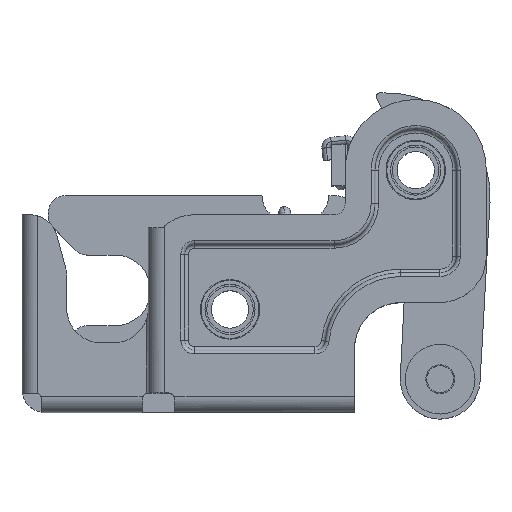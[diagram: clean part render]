
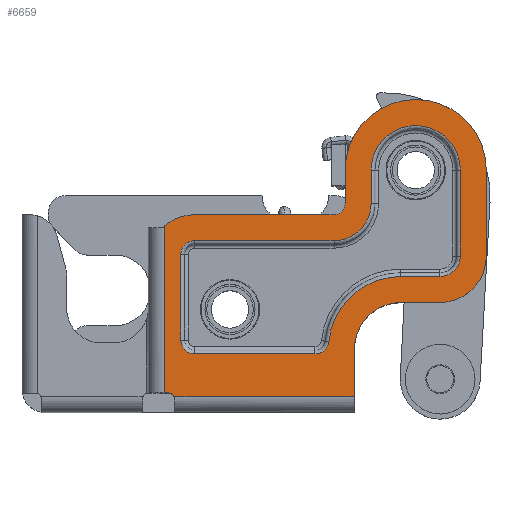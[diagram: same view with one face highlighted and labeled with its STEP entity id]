
A CAD part, top view. The second image highlights one B-rep face of the part: STEP entity #6659.
In plain terms, the highlighted planar face has unit normal (0, 0, 1).
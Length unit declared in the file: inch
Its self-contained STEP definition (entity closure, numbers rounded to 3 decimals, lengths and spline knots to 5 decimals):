
#4449=DIRECTION('',(1.,0.,0.));
#4450=VECTOR('',#4449,0.97172);
#4451=CARTESIAN_POINT('',(-1.30172,0.085,0.));
#4452=LINE('',#4451,#4450);
#4453=CARTESIAN_POINT('',(-1.33,0.075,0.));
#4454=DIRECTION('',(0.,0.,1.));
#4455=DIRECTION('',(0.943,0.333,0.));
#4456=AXIS2_PLACEMENT_3D('',#4453,#4454,#4455);
#4458=DIRECTION('',(1.,0.,0.));
#4459=VECTOR('',#4458,0.025);
#4460=CARTESIAN_POINT('',(-1.355,0.105,0.));
#4461=LINE('',#4460,#4459);
#4462=DIRECTION('',(0.,1.,0.));
#4463=VECTOR('',#4462,0.002);
#4464=CARTESIAN_POINT('',(-1.355,0.99854,
0.));
#4465=LINE('',#4464,#4463);
#4466=CARTESIAN_POINT('',(-1.35,1.00054,0.));
#4467=DIRECTION('',(0.,0.,1.));
#4468=DIRECTION('',(-0.653,0.757,0.));
#4469=AXIS2_PLACEMENT_3D('',#4466,#4467,#4468);
#4471=CARTESIAN_POINT('',(-1.19,0.815,0.));
#4472=DIRECTION('',(0.,0.,1.));
#4473=DIRECTION('',(0.,1.,0.));
#4474=AXIS2_PLACEMENT_3D('',#4471,#4472,#4473);
#4476=DIRECTION('',(1.,0.,0.));
#4477=VECTOR('',#4476,0.75);
#4478=CARTESIAN_POINT('',(-1.19,1.065,0.));
#4479=LINE('',#4478,#4477);
#4480=CARTESIAN_POINT('',(-0.44,1.125,0.));
#4481=DIRECTION('',(0.,0.,1.));
#4482=DIRECTION('',(0.,-1.,0.));
#4483=AXIS2_PLACEMENT_3D('',#4480,#4481,#4482);
#4485=DIRECTION('',(0.,1.,0.));
#4486=VECTOR('',#4485,0.18);
#4487=CARTESIAN_POINT('',(-0.38,1.125,0.));
#4488=LINE('',#4487,#4486);
#4489=CARTESIAN_POINT('',(0.,1.305,0.));
#4490=DIRECTION('',(0.,0.,1.));
#4491=DIRECTION('',(1.,0.,0.));
#4492=AXIS2_PLACEMENT_3D('',#4489,#4490,#4491);
#4494=DIRECTION('',(0.,1.,0.));
#4495=VECTOR('',#4494,0.463);
#4496=CARTESIAN_POINT('',(0.38,0.842,0.));
#4497=LINE('',#4496,#4495);
#4498=CARTESIAN_POINT('',(0.13,0.842,0.));
#4499=DIRECTION('',(0.,0.,1.));
#4500=DIRECTION('',(0.,-1.,0.));
#4501=AXIS2_PLACEMENT_3D('',#4498,#4499,#4500);
#4503=DIRECTION('',(-1.,0.,0.));
#4504=VECTOR('',#4503,0.21);
#4505=CARTESIAN_POINT('',(0.13,0.592,0.));
#4506=LINE('',#4505,#4504);
#4507=CARTESIAN_POINT('',(-0.08,0.342,0.));
#4508=DIRECTION('',(0.,0.,1.));
#4509=DIRECTION('',(0.,1.,0.));
#4510=AXIS2_PLACEMENT_3D('',#4507,#4508,#4509);
#4512=DIRECTION('',(0.,1.,0.));
#4513=VECTOR('',#4512,0.257);
#4514=CARTESIAN_POINT('',(-0.33,0.085,0.));
#4515=LINE('',#4514,#4513);
#4516=CARTESIAN_POINT('',(-0.44,1.125,0.));
#4517=DIRECTION('',(0.,0.,1.));
#4518=DIRECTION('',(0.,-1.,0.));
#4519=AXIS2_PLACEMENT_3D('',#4516,#4517,#4518);
#4521=DIRECTION('',(1.,0.,0.));
#4522=VECTOR('',#4521,0.75);
#4523=CARTESIAN_POINT('',(-1.19,0.925,0.));
#4524=LINE('',#4523,#4522);
#4525=CARTESIAN_POINT('',(-1.19,0.85,0.));
#4526=DIRECTION('',(0.,0.,-1.));
#4527=DIRECTION('',(-1.,0.,0.));
#4528=AXIS2_PLACEMENT_3D('',#4525,#4526,#4527);
#4530=DIRECTION('',(0.,1.,0.));
#4531=VECTOR('',#4530,0.46);
#4532=CARTESIAN_POINT('',(-1.265,0.39,0.));
#4533=LINE('',#4532,#4531);
#4534=CARTESIAN_POINT('',(-1.19,0.39,0.));
#4535=DIRECTION('',(0.,0.,-1.));
#4536=DIRECTION('',(0.,-1.,0.));
#4537=AXIS2_PLACEMENT_3D('',#4534,#4535,#4536);
#4539=DIRECTION('',(-1.,0.,0.));
#4540=VECTOR('',#4539,0.64748);
#4541=CARTESIAN_POINT('',(-0.54252,0.315,0.));
#4542=LINE('',#4541,#4540);
#4543=CARTESIAN_POINT('',(-0.54252,0.39,0.));
#4544=DIRECTION('',(0.,0.,-1.));
#4545=DIRECTION('',(0.995,-0.103,0.));
#4546=AXIS2_PLACEMENT_3D('',#4543,#4544,#4545);
#4548=CARTESIAN_POINT('',(-0.08,0.342,0.));
#4549=DIRECTION('',(0.,0.,1.));
#4550=DIRECTION('',(0.,1.,0.));
#4551=AXIS2_PLACEMENT_3D('',#4548,#4549,#4550);
#4553=DIRECTION('',(-1.,0.,0.));
#4554=VECTOR('',#4553,0.21);
#4555=CARTESIAN_POINT('',(0.13,0.732,0.));
#4556=LINE('',#4555,#4554);
#4557=CARTESIAN_POINT('',(0.13,0.842,0.));
#4558=DIRECTION('',(0.,0.,-1.));
#4559=DIRECTION('',(1.,0.,0.));
#4560=AXIS2_PLACEMENT_3D('',#4557,#4558,#4559);
#4562=DIRECTION('',(0.,-1.,0.));
#4563=VECTOR('',#4562,0.463);
#4564=CARTESIAN_POINT('',(0.24,1.305,0.));
#4565=LINE('',#4564,#4563);
#4566=CARTESIAN_POINT('',(0.,1.305,0.));
#4567=DIRECTION('',(0.,0.,-1.));
#4568=DIRECTION('',(-1.,0.,0.));
#4569=AXIS2_PLACEMENT_3D('',#4566,#4567,#4568);
#4571=DIRECTION('',(0.,1.,0.));
#4572=VECTOR('',#4571,0.18);
#4573=CARTESIAN_POINT('',(-0.24,1.125,0.));
#4574=LINE('',#4573,#4572);
#5096=DIRECTION('',(0.,1.,0.));
#5097=VECTOR('',#5096,0.89354);
#5098=CARTESIAN_POINT('',(-1.355,0.105,0.));
#5099=LINE('',#5098,#5097);
#6094=CARTESIAN_POINT('',(0.38,1.305,0.));
#6095=CARTESIAN_POINT('',(-0.38,1.305,0.));
#6096=VERTEX_POINT('',#6094);
#6097=VERTEX_POINT('',#6095);
#6098=CARTESIAN_POINT('',(-1.19,1.065,0.));
#6099=CARTESIAN_POINT('',(-0.44,1.065,0.));
#6100=VERTEX_POINT('',#6098);
#6101=VERTEX_POINT('',#6099);
#6102=CARTESIAN_POINT('',(-0.38,1.125,0.));
#6103=VERTEX_POINT('',#6102);
#6145=CARTESIAN_POINT('',(0.38,0.842,0.));
#6146=VERTEX_POINT('',#6145);
#6149=CARTESIAN_POINT('',(0.13,0.592,0.));
#6150=VERTEX_POINT('',#6149);
#6151=CARTESIAN_POINT('',(-0.08,0.592,0.));
#6152=VERTEX_POINT('',#6151);
#6153=CARTESIAN_POINT('',(-0.33,0.342,0.));
#6154=VERTEX_POINT('',#6153);
#6161=CARTESIAN_POINT('',(-1.35327,1.00432,0.));
#6162=VERTEX_POINT('',#6161);
#6227=CARTESIAN_POINT('',(-0.33,0.085,0.));
#6229=VERTEX_POINT('',#6227);
#6230=CARTESIAN_POINT('',(-1.30172,0.085,0.));
#6231=VERTEX_POINT('',#6230);
#6260=CARTESIAN_POINT('',(-1.355,0.105,0.));
#6261=CARTESIAN_POINT('',(-1.355,0.99854,
0.));
#6262=VERTEX_POINT('',#6260);
#6263=VERTEX_POINT('',#6261);
#6268=CARTESIAN_POINT('',(-1.33,0.105,0.));
#6269=VERTEX_POINT('',#6268);
#6286=CARTESIAN_POINT('',(-1.355,1.00054,0.));
#6287=VERTEX_POINT('',#6286);
#6471=CARTESIAN_POINT('',(-0.44,0.925,0.));
#6472=CARTESIAN_POINT('',(-0.24,1.125,0.));
#6473=VERTEX_POINT('',#6471);
#6474=VERTEX_POINT('',#6472);
#6479=CARTESIAN_POINT('',(-0.24,1.305,0.));
#6480=VERTEX_POINT('',#6479);
#6483=CARTESIAN_POINT('',(0.24,1.305,0.));
#6484=VERTEX_POINT('',#6483);
#6487=CARTESIAN_POINT('',(0.24,0.842,0.));
#6488=VERTEX_POINT('',#6487);
#6491=CARTESIAN_POINT('',(0.13,0.732,0.));
#6492=VERTEX_POINT('',#6491);
#6495=CARTESIAN_POINT('',(-0.08,0.732,0.));
#6496=VERTEX_POINT('',#6495);
#6499=CARTESIAN_POINT('',(-0.46792,0.38226,
0.));
#6500=VERTEX_POINT('',#6499);
#6503=CARTESIAN_POINT('',(-0.54252,0.315,
0.));
#6504=VERTEX_POINT('',#6503);
#6507=CARTESIAN_POINT('',(-1.19,0.315,0.));
#6508=VERTEX_POINT('',#6507);
#6511=CARTESIAN_POINT('',(-1.265,0.39,0.));
#6512=VERTEX_POINT('',#6511);
#6515=CARTESIAN_POINT('',(-1.265,0.85,0.));
#6516=VERTEX_POINT('',#6515);
#6519=CARTESIAN_POINT('',(-1.19,0.925,0.));
#6520=VERTEX_POINT('',#6519);
#6594=CARTESIAN_POINT('',(0.38,0.,0.));
#6595=DIRECTION('',(0.,0.,-1.));
#6596=DIRECTION('',(-1.,0.,0.));
#6597=AXIS2_PLACEMENT_3D('',#6594,#6595,#6596);
#6598=PLANE('',#6597);
#6599=ORIENTED_EDGE('',*,*,#6567,.F.);
#6601=ORIENTED_EDGE('',*,*,#6600,.T.);
#6603=ORIENTED_EDGE('',*,*,#6602,.F.);
#6605=ORIENTED_EDGE('',*,*,#6604,.T.);
#6607=ORIENTED_EDGE('',*,*,#6606,.T.);
#6609=ORIENTED_EDGE('',*,*,#6608,.F.);
#6611=ORIENTED_EDGE('',*,*,#6610,.F.);
#6613=ORIENTED_EDGE('',*,*,#6612,.T.);
#6615=ORIENTED_EDGE('',*,*,#6614,.T.);
#6617=ORIENTED_EDGE('',*,*,#6616,.T.);
#6619=ORIENTED_EDGE('',*,*,#6618,.F.);
#6621=ORIENTED_EDGE('',*,*,#6620,.F.);
#6623=ORIENTED_EDGE('',*,*,#6622,.F.);
#6625=ORIENTED_EDGE('',*,*,#6624,.T.);
#6627=ORIENTED_EDGE('',*,*,#6626,.T.);
#6628=ORIENTED_EDGE('',*,*,#6578,.F.);
#6629=EDGE_LOOP('',(#6599,#6601,#6603,#6605,#6607,#6609,#6611,#6613,#6615,#6617,
#6619,#6621,#6623,#6625,#6627,#6628));
#6630=FACE_OUTER_BOUND('',#6629,.F.);
#6632=ORIENTED_EDGE('',*,*,#6631,.F.);
#6634=ORIENTED_EDGE('',*,*,#6633,.F.);
#6636=ORIENTED_EDGE('',*,*,#6635,.F.);
#6638=ORIENTED_EDGE('',*,*,#6637,.F.);
#6640=ORIENTED_EDGE('',*,*,#6639,.F.);
#6642=ORIENTED_EDGE('',*,*,#6641,.F.);
#6644=ORIENTED_EDGE('',*,*,#6643,.F.);
#6646=ORIENTED_EDGE('',*,*,#6645,.F.);
#6648=ORIENTED_EDGE('',*,*,#6647,.F.);
#6650=ORIENTED_EDGE('',*,*,#6649,.F.);
#6652=ORIENTED_EDGE('',*,*,#6651,.F.);
#6654=ORIENTED_EDGE('',*,*,#6653,.F.);
#6656=ORIENTED_EDGE('',*,*,#6655,.F.);
#6657=EDGE_LOOP('',(#6632,#6634,#6636,#6638,#6640,#6642,#6644,#6646,#6648,#6650,
#6652,#6654,#6656));
#6658=FACE_BOUND('',#6657,.F.);
#6659=ADVANCED_FACE('',(#6630,#6658),#6598,.F.);
#4457=CIRCLE('',#4456,0.03);
#4470=CIRCLE('',#4469,0.005);
#4475=CIRCLE('',#4474,0.25);
#4484=CIRCLE('',#4483,0.06);
#4493=CIRCLE('',#4492,0.38);
#4502=CIRCLE('',#4501,0.25);
#4511=CIRCLE('',#4510,0.25);
#4520=CIRCLE('',#4519,0.2);
#4529=CIRCLE('',#4528,0.075);
#4538=CIRCLE('',#4537,0.075);
#4547=CIRCLE('',#4546,0.075);
#4552=CIRCLE('',#4551,0.39);
#4561=CIRCLE('',#4560,0.11);
#4570=CIRCLE('',#4569,0.24);
#6567=EDGE_CURVE('',#6231,#6229,#4452,.T.);
#6578=EDGE_CURVE('',#6229,#6154,#4515,.T.);
#6600=EDGE_CURVE('',#6231,#6269,#4457,.T.);
#6602=EDGE_CURVE('',#6262,#6269,#4461,.T.);
#6604=EDGE_CURVE('',#6262,#6263,#5099,.T.);
#6606=EDGE_CURVE('',#6263,#6287,#4465,.T.);
#6608=EDGE_CURVE('',#6162,#6287,#4470,.T.);
#6610=EDGE_CURVE('',#6100,#6162,#4475,.T.);
#6612=EDGE_CURVE('',#6100,#6101,#4479,.T.);
#6614=EDGE_CURVE('',#6101,#6103,#4484,.T.);
#6616=EDGE_CURVE('',#6103,#6097,#4488,.T.);
#6618=EDGE_CURVE('',#6096,#6097,#4493,.T.);
#6620=EDGE_CURVE('',#6146,#6096,#4497,.T.);
#6622=EDGE_CURVE('',#6150,#6146,#4502,.T.);
#6624=EDGE_CURVE('',#6150,#6152,#4506,.T.);
#6626=EDGE_CURVE('',#6152,#6154,#4511,.T.);
#6631=EDGE_CURVE('',#6473,#6474,#4520,.T.);
#6633=EDGE_CURVE('',#6520,#6473,#4524,.T.);
#6635=EDGE_CURVE('',#6516,#6520,#4529,.T.);
#6637=EDGE_CURVE('',#6512,#6516,#4533,.T.);
#6639=EDGE_CURVE('',#6508,#6512,#4538,.T.);
#6641=EDGE_CURVE('',#6504,#6508,#4542,.T.);
#6643=EDGE_CURVE('',#6500,#6504,#4547,.T.);
#6645=EDGE_CURVE('',#6496,#6500,#4552,.T.);
#6647=EDGE_CURVE('',#6492,#6496,#4556,.T.);
#6649=EDGE_CURVE('',#6488,#6492,#4561,.T.);
#6651=EDGE_CURVE('',#6484,#6488,#4565,.T.);
#6653=EDGE_CURVE('',#6480,#6484,#4570,.T.);
#6655=EDGE_CURVE('',#6474,#6480,#4574,.T.);
